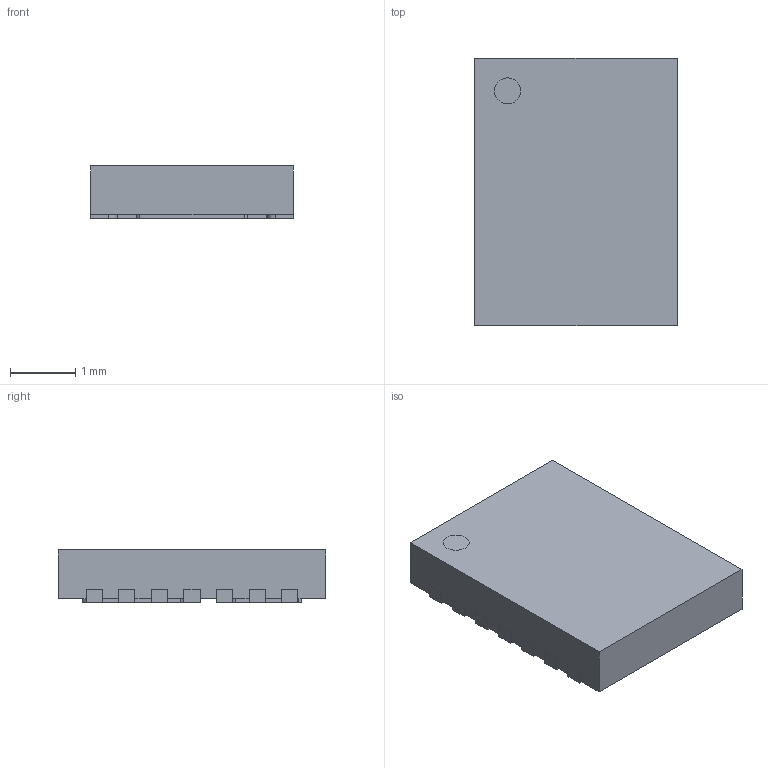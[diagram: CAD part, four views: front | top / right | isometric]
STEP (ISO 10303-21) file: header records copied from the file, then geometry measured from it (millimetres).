
FILE_DESCRIPTION((''),'2;1');
FILE_NAME('LINEAR_DE14MA.stp','2010-06-02T14:34:34',(''),(''),'Mechanical Desktop 2010','Mechanical Desktop 2010',', , ');
FILE_SCHEMA(('AUTOMOTIVE_DESIGN { 1 2 10303 214 1 1 1 1 }'));
Length unit declared in the file: millimetre
Products named in the file (1): Product
Bounding box: 3.1 x 4.1 x 0.8 mm (x, y, z)
Volume: 9.8 mm3; surface area: 58.5 mm2
Topology: 16 solids, 16 shells, 181 faces, 444 edges, 296 vertices
Faces by surface type: plane 139, cylinder 42
Entity records: 5346 total; most frequent: CARTESIAN_POINT 922, DIRECTION 892, ORIENTED_EDGE 888, EDGE_CURVE 444, VECTOR 360, LINE 360, VERTEX_POINT 296, AXIS2_PLACEMENT_3D 266
